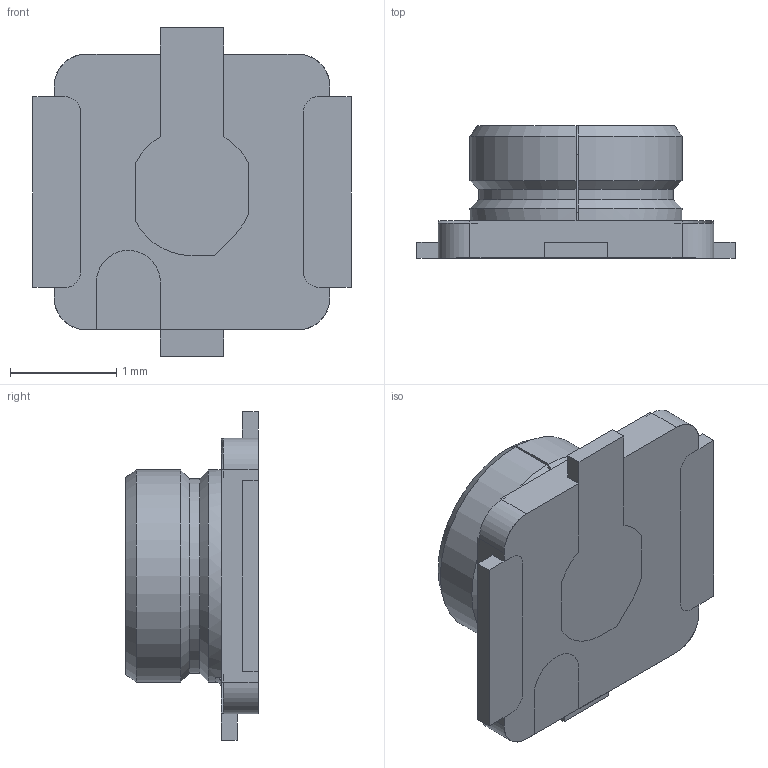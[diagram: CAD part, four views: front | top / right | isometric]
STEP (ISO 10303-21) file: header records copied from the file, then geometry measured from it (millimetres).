
FILE_DESCRIPTION (( 'STEP AP214' ), '1' );
FILE_NAME ('RECE.20279.001E.01_webside.STEP', '2019-12-26T09:18:13', ( '' ), ( '' ), 'SwSTEP 2.0', 'SolidWorks 2017', '' );
FILE_SCHEMA (( 'AUTOMOTIVE_DESIGN' ));
Length unit declared in the file: millimetre
Products named in the file (1): RECE.20279.001E.01_webside
Bounding box: 3 x 1.25 x 3.1 mm (x, y, z)
Surface area: 34.9 mm2 (no closed solid volume)
Topology: 0 solids, 2 shells, 70 faces, 220 edges, 151 vertices
Faces by surface type: plane 38, cylinder 23, cone 5, bspline 4
Entity records: 2588 total; most frequent: CARTESIAN_POINT 642, ORIENTED_EDGE 397, DIRECTION 386, EDGE_CURVE 216, VERTEX_POINT 151, VECTOR 140, LINE 140, AXIS2_PLACEMENT_3D 123
